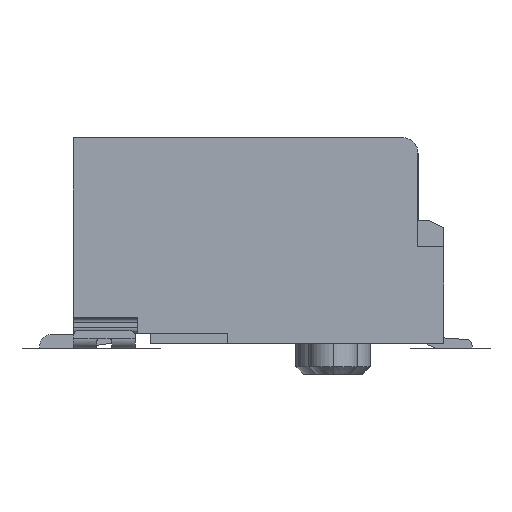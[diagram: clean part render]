
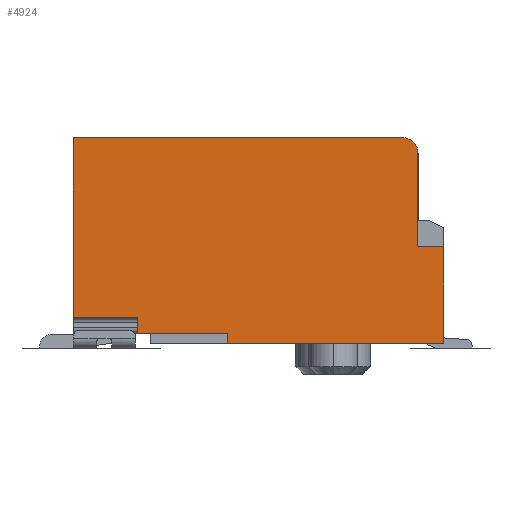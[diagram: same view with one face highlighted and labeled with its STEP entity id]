
A CAD part, left-side view. The second image highlights one B-rep face of the part: STEP entity #4924.
In plain terms, the highlighted planar face has unit normal (-1, 0, 0).
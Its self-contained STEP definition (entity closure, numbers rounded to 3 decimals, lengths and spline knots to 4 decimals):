
#4924=ADVANCED_FACE('',(#8380),#6835,.T.);
#6835=PLANE('',#45419);
#8380=FACE_OUTER_BOUND('',#10610,.T.);
#10610=EDGE_LOOP('',(#18174,#18175,#18176,#18177,#18178,#18179,#18180,#18181,
#18182,#18183,#18184));
#12244=CIRCLE('',#45418,0.3);
#18174=ORIENTED_EDGE('',*,*,#31993,.T.);
#18175=ORIENTED_EDGE('',*,*,#31994,.T.);
#18176=ORIENTED_EDGE('',*,*,#31995,.T.);
#18177=ORIENTED_EDGE('',*,*,#31996,.F.);
#18178=ORIENTED_EDGE('',*,*,#31997,.T.);
#18179=ORIENTED_EDGE('',*,*,#29983,.F.);
#18180=ORIENTED_EDGE('',*,*,#31992,.T.);
#18181=ORIENTED_EDGE('',*,*,#31998,.T.);
#18182=ORIENTED_EDGE('',*,*,#30152,.T.);
#18183=ORIENTED_EDGE('',*,*,#31999,.T.);
#18184=ORIENTED_EDGE('',*,*,#32000,.T.);
#25930=VERTEX_POINT('',#61248);
#25931=VERTEX_POINT('',#61250);
#26076=VERTEX_POINT('',#61612);
#26077=VERTEX_POINT('',#61614);
#27237=VERTEX_POINT('',#65305);
#27238=VERTEX_POINT('',#65309);
#27239=VERTEX_POINT('',#65310);
#27240=VERTEX_POINT('',#65312);
#27241=VERTEX_POINT('',#65314);
#27242=VERTEX_POINT('',#65316);
#27243=VERTEX_POINT('',#65320);
#29983=EDGE_CURVE('',#25930,#25931,#35730,.T.);
#30152=EDGE_CURVE('',#26077,#26076,#35880,.T.);
#31992=EDGE_CURVE('',#25930,#27237,#37422,.T.);
#31993=EDGE_CURVE('',#27238,#27239,#37423,.T.);
#31994=EDGE_CURVE('',#27239,#27240,#37424,.T.);
#31995=EDGE_CURVE('',#27240,#27241,#37425,.T.);
#31996=EDGE_CURVE('',#27242,#27241,#12244,.T.);
#31997=EDGE_CURVE('',#27242,#25931,#37426,.T.);
#31998=EDGE_CURVE('',#27237,#26077,#37427,.T.);
#31999=EDGE_CURVE('',#26076,#27243,#37428,.T.);
#32000=EDGE_CURVE('',#27243,#27238,#37429,.T.);
#35730=LINE('',#61249,#40433);
#35880=LINE('',#61613,#40583);
#37422=LINE('',#65306,#42125);
#37423=LINE('',#65308,#42126);
#37424=LINE('',#65311,#42127);
#37425=LINE('',#65313,#42128);
#37426=LINE('',#65317,#42129);
#37427=LINE('',#65318,#42130);
#37428=LINE('',#65319,#42131);
#37429=LINE('',#65321,#42132);
#40433=VECTOR('',#48597,1.);
#40583=VECTOR('',#48831,1.);
#42125=VECTOR('',#52249,1.);
#42126=VECTOR('',#52252,1.);
#42127=VECTOR('',#52253,1.);
#42128=VECTOR('',#52254,1.);
#42129=VECTOR('',#52257,1.);
#42130=VECTOR('',#52258,1.);
#42131=VECTOR('',#52259,1.);
#42132=VECTOR('',#52260,1.);
#45418=AXIS2_PLACEMENT_3D('',#65315,#52255,#52256);
#45419=AXIS2_PLACEMENT_3D('',#65322,#52261,#52262);
#48597=DIRECTION('',(0.,0.,1.));
#48831=DIRECTION('',(0.,-1.,0.));
#52249=DIRECTION('',(0.,-1.,0.));
#52252=DIRECTION('',(0.,0.,1.));
#52253=DIRECTION('',(0.,1.,0.));
#52254=DIRECTION('',(0.,0.,1.));
#52255=DIRECTION('',(1.,0.,0.));
#52256=DIRECTION('',(0.,0.,1.));
#52257=DIRECTION('',(0.,1.,0.));
#52258=DIRECTION('',(0.,0.,-1.));
#52259=DIRECTION('',(0.,0.,-1.));
#52260=DIRECTION('',(0.,-1.,0.));
#52261=DIRECTION('',(-1.,0.,0.));
#52262=DIRECTION('',(0.,-1.,0.));
#61248=CARTESIAN_POINT('',(-10.95,3.6,0.6761));
#61249=CARTESIAN_POINT('',(-10.95,3.6,0.6761));
#61250=CARTESIAN_POINT('',(-10.95,3.6,4.1761));
#61612=CARTESIAN_POINT('',(-10.95,0.6,0.3761));
#61613=CARTESIAN_POINT('',(-10.95,2.35,0.3761));
#61614=CARTESIAN_POINT('',(-10.95,2.35,0.3761));
#65305=CARTESIAN_POINT('',(-10.95,2.35,0.6761));
#65306=CARTESIAN_POINT('',(-10.95,3.6,0.6761));
#65308=CARTESIAN_POINT('',(-10.95,-3.6,0.1761));
#65309=CARTESIAN_POINT('',(-10.95,-3.6,0.1761));
#65310=CARTESIAN_POINT('',(-10.95,-3.6,2.0561));
#65311=CARTESIAN_POINT('',(-10.95,-3.6,2.0561));
#65312=CARTESIAN_POINT('',(-10.95,-3.1,2.0561));
#65313=CARTESIAN_POINT('',(-10.95,-3.1,2.0561));
#65314=CARTESIAN_POINT('',(-10.95,-3.1,3.8761));
#65315=CARTESIAN_POINT('',(-10.95,-2.8,3.8761));
#65316=CARTESIAN_POINT('',(-10.95,-2.8,4.1761));
#65317=CARTESIAN_POINT('',(-10.95,-2.8,4.1761));
#65318=CARTESIAN_POINT('',(-10.95,2.35,0.6761));
#65319=CARTESIAN_POINT('',(-10.95,0.6,0.3761));
#65320=CARTESIAN_POINT('',(-10.95,0.6,0.1761));
#65321=CARTESIAN_POINT('',(-10.95,0.6,0.1761));
#65322=CARTESIAN_POINT('',(-10.95,-3.744,4.2561));
